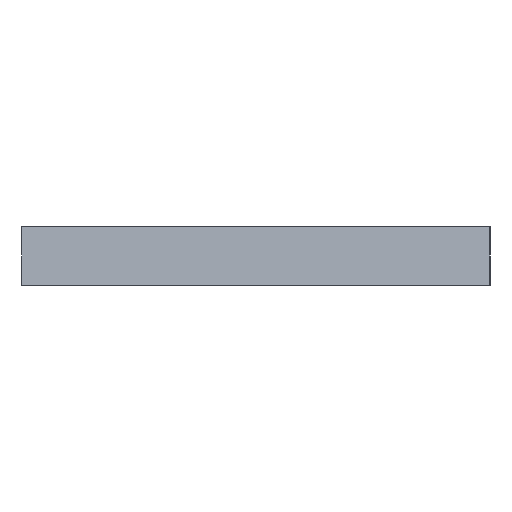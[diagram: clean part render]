
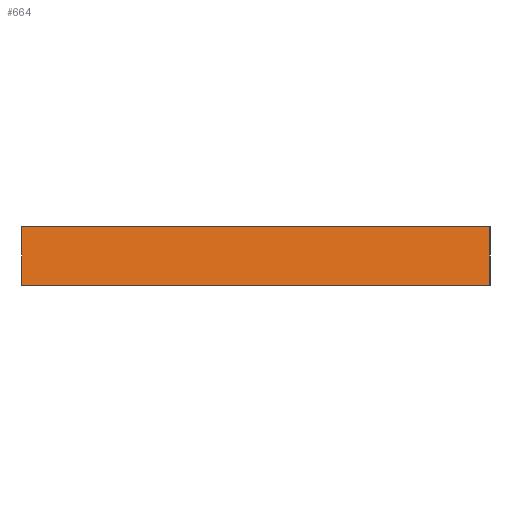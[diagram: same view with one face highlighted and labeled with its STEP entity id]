
A CAD part, left-side view. The second image highlights one B-rep face of the part: STEP entity #664.
In plain terms, the highlighted planar face has unit normal (-0.942, -0.337, 0).
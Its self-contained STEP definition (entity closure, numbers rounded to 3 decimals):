
#46=FACE_OUTER_BOUND('',#82,.T.);
#82=EDGE_LOOP('',(#559,#560,#561,#562));
#160=LINE('',#1035,#250);
#161=LINE('',#1037,#251);
#162=LINE('',#1039,#252);
#163=LINE('',#1040,#253);
#250=VECTOR('',#852,10.);
#251=VECTOR('',#853,10.);
#252=VECTOR('',#854,10.);
#253=VECTOR('',#855,10.);
#317=VERTEX_POINT('',#1033);
#318=VERTEX_POINT('',#1034);
#319=VERTEX_POINT('',#1036);
#320=VERTEX_POINT('',#1038);
#400=EDGE_CURVE('',#317,#318,#160,.T.);
#401=EDGE_CURVE('',#317,#319,#161,.T.);
#402=EDGE_CURVE('',#320,#319,#162,.T.);
#403=EDGE_CURVE('',#318,#320,#163,.T.);
#559=ORIENTED_EDGE('',*,*,#400,.F.);
#560=ORIENTED_EDGE('',*,*,#401,.T.);
#561=ORIENTED_EDGE('',*,*,#402,.F.);
#562=ORIENTED_EDGE('',*,*,#403,.F.);
#628=PLANE('',#716);
#664=ADVANCED_FACE('',(#46),#628,.T.);
#716=AXIS2_PLACEMENT_3D('',#1032,#850,#851);
#850=DIRECTION('center_axis',(-0.942,-0.337,0.));
#851=DIRECTION('ref_axis',(0.337,-0.942,0.));
#852=DIRECTION('',(-0.337,0.942,0.));
#853=DIRECTION('',(0.,0.,1.));
#854=DIRECTION('',(0.337,-0.942,0.));
#855=DIRECTION('',(0.,0.,1.));
#1032=CARTESIAN_POINT('Origin',(0.,87.13,0.));
#1033=CARTESIAN_POINT('',(28.595,7.13,0.));
#1034=CARTESIAN_POINT('',(0.,87.13,0.));
#1035=CARTESIAN_POINT('',(28.595,7.13,0.));
#1036=CARTESIAN_POINT('',(28.595,7.13,10.));
#1037=CARTESIAN_POINT('',(28.595,7.13,0.));
#1038=CARTESIAN_POINT('',(0.,87.13,10.));
#1039=CARTESIAN_POINT('',(28.595,7.13,10.));
#1040=CARTESIAN_POINT('',(0.,87.13,0.));
